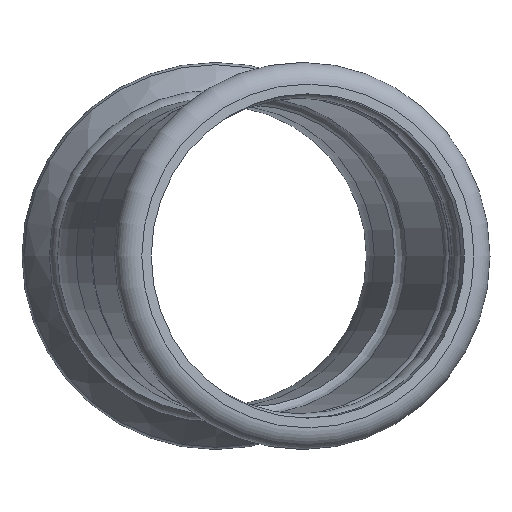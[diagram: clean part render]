
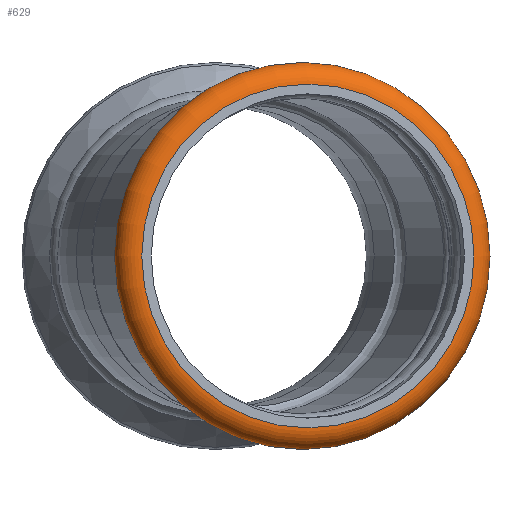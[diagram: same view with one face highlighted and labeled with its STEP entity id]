
A CAD part, left-side view. The second image highlights one B-rep face of the part: STEP entity #629.
In plain terms, the highlighted toroidal (fillet/blend) face has major radius 48.4 mm and minor radius 6.1 mm.
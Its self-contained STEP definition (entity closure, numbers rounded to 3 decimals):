
#66=TOROIDAL_SURFACE('',#730,48.4,6.1);
#87=FACE_OUTER_BOUND('',#117,.T.);
#117=EDGE_LOOP('',(#508,#509,#510,#511,#512,#513));
#135=CIRCLE('',#665,53.857);
#136=CIRCLE('',#666,53.857);
#188=CIRCLE('',#731,48.4);
#189=CIRCLE('',#732,6.1);
#190=CIRCLE('',#733,48.4);
#225=VERTEX_POINT('',#1063);
#226=VERTEX_POINT('',#1064);
#271=VERTEX_POINT('',#1209);
#272=VERTEX_POINT('',#1210);
#301=EDGE_CURVE('',#225,#226,#135,.T.);
#302=EDGE_CURVE('',#226,#225,#136,.T.);
#361=EDGE_CURVE('',#271,#272,#188,.T.);
#362=EDGE_CURVE('',#272,#226,#189,.T.);
#363=EDGE_CURVE('',#272,#271,#190,.T.);
#508=ORIENTED_EDGE('',*,*,#361,.T.);
#509=ORIENTED_EDGE('',*,*,#362,.T.);
#510=ORIENTED_EDGE('',*,*,#302,.T.);
#511=ORIENTED_EDGE('',*,*,#301,.T.);
#512=ORIENTED_EDGE('',*,*,#362,.F.);
#513=ORIENTED_EDGE('',*,*,#363,.T.);
#629=ADVANCED_FACE('',(#87),#66,.T.);
#665=AXIS2_PLACEMENT_3D('',#1065,#785,#786);
#666=AXIS2_PLACEMENT_3D('',#1066,#787,#788);
#730=AXIS2_PLACEMENT_3D('',#1208,#922,#923);
#731=AXIS2_PLACEMENT_3D('',#1211,#924,#925);
#732=AXIS2_PLACEMENT_3D('',#1212,#926,#927);
#733=AXIS2_PLACEMENT_3D('',#1213,#928,#929);
#785=DIRECTION('center_axis',(-0.966,-0.259,0.));
#786=DIRECTION('ref_axis',(0.,0.,1.));
#787=DIRECTION('center_axis',(-0.966,-0.259,0.));
#788=DIRECTION('ref_axis',(0.,0.,1.));
#922=DIRECTION('center_axis',(-0.966,-0.259,0.));
#923=DIRECTION('ref_axis',(0.,0.,-1.));
#924=DIRECTION('center_axis',(0.966,0.259,0.));
#925=DIRECTION('ref_axis',(-0.259,0.966,0.));
#926=DIRECTION('center_axis',(-0.259,0.966,0.));
#927=DIRECTION('ref_axis',(0.,0.,1.));
#928=DIRECTION('center_axis',(0.966,0.259,0.));
#929=DIRECTION('ref_axis',(-0.259,0.966,0.));
#1063=CARTESIAN_POINT('',(-174.945,-75.727,0.));
#1064=CARTESIAN_POINT('',(-188.885,-23.705,53.857));
#1065=CARTESIAN_POINT('Origin',(-188.885,-23.705,0.));
#1066=CARTESIAN_POINT('Origin',(-188.885,-23.705,0.));
#1208=CARTESIAN_POINT('Origin',(-191.518,-24.411,0.));
#1209=CARTESIAN_POINT('',(-209.937,20.761,0.));
#1210=CARTESIAN_POINT('',(-197.41,-25.99,48.4));
#1211=CARTESIAN_POINT('Origin',(-197.41,-25.99,0.));
#1212=CARTESIAN_POINT('Origin',(-191.518,-24.411,48.4));
#1213=CARTESIAN_POINT('Origin',(-197.41,-25.99,0.));
